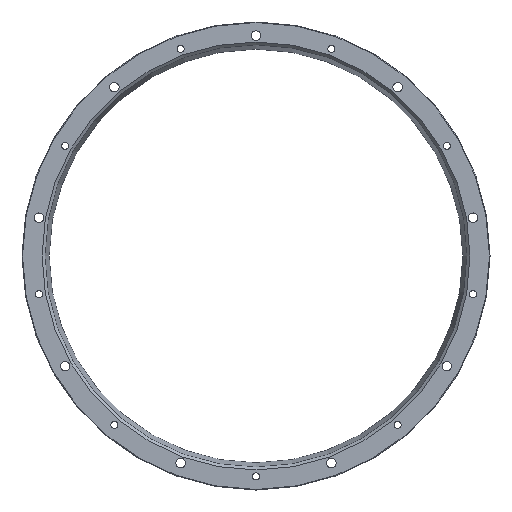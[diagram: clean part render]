
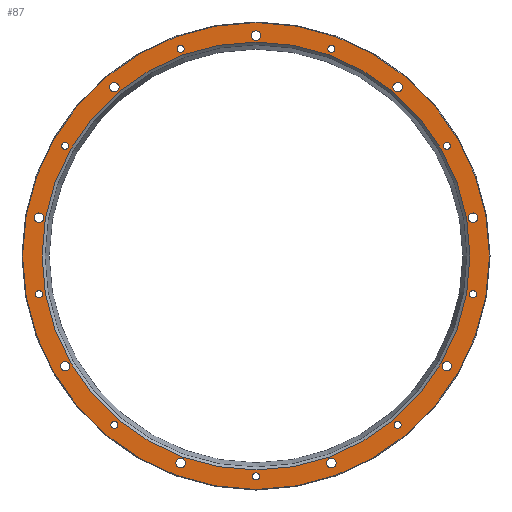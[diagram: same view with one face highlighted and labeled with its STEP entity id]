
A CAD part, left-side view. The second image highlights one B-rep face of the part: STEP entity #87.
In plain terms, the highlighted planar face has unit normal (-1, 0, 0).
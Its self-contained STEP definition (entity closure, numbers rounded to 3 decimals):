
#87=ADVANCED_FACE('',(#190,#191,#192,#193,#194,#195,#196,#197,#198,#199,
#200,#201,#202,#203,#204,#205,#206,#207,#208,#209),#149,.F.);
#149=PLANE('',#942);
#190=FACE_BOUND('',#352,.T.);
#191=FACE_BOUND('',#353,.T.);
#192=FACE_BOUND('',#354,.T.);
#193=FACE_BOUND('',#355,.T.);
#194=FACE_BOUND('',#356,.T.);
#195=FACE_BOUND('',#357,.T.);
#196=FACE_BOUND('',#358,.T.);
#197=FACE_BOUND('',#359,.T.);
#198=FACE_BOUND('',#360,.T.);
#199=FACE_BOUND('',#361,.T.);
#200=FACE_BOUND('',#362,.T.);
#201=FACE_BOUND('',#363,.T.);
#202=FACE_BOUND('',#364,.T.);
#203=FACE_BOUND('',#365,.T.);
#204=FACE_BOUND('',#366,.T.);
#205=FACE_BOUND('',#367,.T.);
#206=FACE_BOUND('',#368,.T.);
#207=FACE_BOUND('',#369,.T.);
#208=FACE_BOUND('',#370,.T.);
#209=FACE_BOUND('',#371,.T.);
#352=EDGE_LOOP('',(#514));
#353=EDGE_LOOP('',(#515));
#354=EDGE_LOOP('',(#516));
#355=EDGE_LOOP('',(#517));
#356=EDGE_LOOP('',(#518));
#357=EDGE_LOOP('',(#519));
#358=EDGE_LOOP('',(#520));
#359=EDGE_LOOP('',(#521));
#360=EDGE_LOOP('',(#522));
#361=EDGE_LOOP('',(#523));
#362=EDGE_LOOP('',(#524));
#363=EDGE_LOOP('',(#525));
#364=EDGE_LOOP('',(#526));
#365=EDGE_LOOP('',(#527));
#366=EDGE_LOOP('',(#528));
#367=EDGE_LOOP('',(#529));
#368=EDGE_LOOP('',(#530));
#369=EDGE_LOOP('',(#531));
#370=EDGE_LOOP('',(#532));
#371=EDGE_LOOP('',(#533));
#514=ORIENTED_EDGE('',*,*,#757,.T.);
#515=ORIENTED_EDGE('',*,*,#758,.T.);
#516=ORIENTED_EDGE('',*,*,#759,.T.);
#517=ORIENTED_EDGE('',*,*,#760,.T.);
#518=ORIENTED_EDGE('',*,*,#761,.T.);
#519=ORIENTED_EDGE('',*,*,#762,.T.);
#520=ORIENTED_EDGE('',*,*,#763,.T.);
#521=ORIENTED_EDGE('',*,*,#764,.T.);
#522=ORIENTED_EDGE('',*,*,#765,.T.);
#523=ORIENTED_EDGE('',*,*,#766,.T.);
#524=ORIENTED_EDGE('',*,*,#767,.T.);
#525=ORIENTED_EDGE('',*,*,#768,.T.);
#526=ORIENTED_EDGE('',*,*,#769,.T.);
#527=ORIENTED_EDGE('',*,*,#770,.T.);
#528=ORIENTED_EDGE('',*,*,#771,.T.);
#529=ORIENTED_EDGE('',*,*,#772,.T.);
#530=ORIENTED_EDGE('',*,*,#773,.T.);
#531=ORIENTED_EDGE('',*,*,#774,.T.);
#532=ORIENTED_EDGE('',*,*,#775,.T.);
#533=ORIENTED_EDGE('',*,*,#776,.F.);
#676=VERTEX_POINT('',#1380);
#677=VERTEX_POINT('',#1382);
#678=VERTEX_POINT('',#1384);
#679=VERTEX_POINT('',#1386);
#680=VERTEX_POINT('',#1388);
#681=VERTEX_POINT('',#1390);
#682=VERTEX_POINT('',#1392);
#683=VERTEX_POINT('',#1394);
#684=VERTEX_POINT('',#1396);
#685=VERTEX_POINT('',#1398);
#686=VERTEX_POINT('',#1400);
#687=VERTEX_POINT('',#1402);
#688=VERTEX_POINT('',#1404);
#689=VERTEX_POINT('',#1406);
#690=VERTEX_POINT('',#1408);
#691=VERTEX_POINT('',#1410);
#692=VERTEX_POINT('',#1412);
#693=VERTEX_POINT('',#1414);
#694=VERTEX_POINT('',#1416);
#695=VERTEX_POINT('',#1418);
#757=EDGE_CURVE('',#676,#676,#838,.T.);
#758=EDGE_CURVE('',#677,#677,#839,.T.);
#759=EDGE_CURVE('',#678,#678,#840,.T.);
#760=EDGE_CURVE('',#679,#679,#841,.T.);
#761=EDGE_CURVE('',#680,#680,#842,.T.);
#762=EDGE_CURVE('',#681,#681,#843,.T.);
#763=EDGE_CURVE('',#682,#682,#844,.T.);
#764=EDGE_CURVE('',#683,#683,#845,.T.);
#765=EDGE_CURVE('',#684,#684,#846,.T.);
#766=EDGE_CURVE('',#685,#685,#847,.T.);
#767=EDGE_CURVE('',#686,#686,#848,.T.);
#768=EDGE_CURVE('',#687,#687,#849,.T.);
#769=EDGE_CURVE('',#688,#688,#850,.T.);
#770=EDGE_CURVE('',#689,#689,#851,.T.);
#771=EDGE_CURVE('',#690,#690,#852,.T.);
#772=EDGE_CURVE('',#691,#691,#853,.T.);
#773=EDGE_CURVE('',#692,#692,#854,.T.);
#774=EDGE_CURVE('',#693,#693,#855,.T.);
#775=EDGE_CURVE('',#694,#694,#856,.T.);
#776=EDGE_CURVE('',#695,#695,#857,.T.);
#838=CIRCLE('',#922,1.3);
#839=CIRCLE('',#923,1.3);
#840=CIRCLE('',#924,1.3);
#841=CIRCLE('',#925,1.3);
#842=CIRCLE('',#926,1.3);
#843=CIRCLE('',#927,1.3);
#844=CIRCLE('',#928,1.3);
#845=CIRCLE('',#929,1.3);
#846=CIRCLE('',#930,1.3);
#847=CIRCLE('',#931,1.75);
#848=CIRCLE('',#932,1.75);
#849=CIRCLE('',#933,1.75);
#850=CIRCLE('',#934,1.75);
#851=CIRCLE('',#935,1.75);
#852=CIRCLE('',#936,1.75);
#853=CIRCLE('',#937,1.75);
#854=CIRCLE('',#938,1.75);
#855=CIRCLE('',#939,1.75);
#856=CIRCLE('',#940,85.8);
#857=CIRCLE('',#941,78.618);
#922=AXIS2_PLACEMENT_3D('',#1379,#1092,#1093);
#923=AXIS2_PLACEMENT_3D('',#1381,#1094,#1095);
#924=AXIS2_PLACEMENT_3D('',#1383,#1096,#1097);
#925=AXIS2_PLACEMENT_3D('',#1385,#1098,#1099);
#926=AXIS2_PLACEMENT_3D('',#1387,#1100,#1101);
#927=AXIS2_PLACEMENT_3D('',#1389,#1102,#1103);
#928=AXIS2_PLACEMENT_3D('',#1391,#1104,#1105);
#929=AXIS2_PLACEMENT_3D('',#1393,#1106,#1107);
#930=AXIS2_PLACEMENT_3D('',#1395,#1108,#1109);
#931=AXIS2_PLACEMENT_3D('',#1397,#1110,#1111);
#932=AXIS2_PLACEMENT_3D('',#1399,#1112,#1113);
#933=AXIS2_PLACEMENT_3D('',#1401,#1114,#1115);
#934=AXIS2_PLACEMENT_3D('',#1403,#1116,#1117);
#935=AXIS2_PLACEMENT_3D('',#1405,#1118,#1119);
#936=AXIS2_PLACEMENT_3D('',#1407,#1120,#1121);
#937=AXIS2_PLACEMENT_3D('',#1409,#1122,#1123);
#938=AXIS2_PLACEMENT_3D('',#1411,#1124,#1125);
#939=AXIS2_PLACEMENT_3D('',#1413,#1126,#1127);
#940=AXIS2_PLACEMENT_3D('',#1415,#1128,#1129);
#941=AXIS2_PLACEMENT_3D('',#1417,#1130,#1131);
#942=AXIS2_PLACEMENT_3D('',#1419,#1132,#1133);
#1092=DIRECTION('',(1.,0.,0.));
#1093=DIRECTION('',(0.,0.,-1.));
#1094=DIRECTION('',(1.,0.,0.));
#1095=DIRECTION('',(0.,0.,-1.));
#1096=DIRECTION('',(1.,0.,0.));
#1097=DIRECTION('',(0.,0.,-1.));
#1098=DIRECTION('',(1.,0.,0.));
#1099=DIRECTION('',(0.,0.,-1.));
#1100=DIRECTION('',(1.,0.,0.));
#1101=DIRECTION('',(0.,0.,-1.));
#1102=DIRECTION('',(1.,0.,0.));
#1103=DIRECTION('',(0.,0.,-1.));
#1104=DIRECTION('',(1.,0.,0.));
#1105=DIRECTION('',(0.,0.,-1.));
#1106=DIRECTION('',(1.,0.,0.));
#1107=DIRECTION('',(0.,0.,-1.));
#1108=DIRECTION('',(1.,0.,0.));
#1109=DIRECTION('',(0.,0.,-1.));
#1110=DIRECTION('',(1.,0.,0.));
#1111=DIRECTION('',(0.,0.,-1.));
#1112=DIRECTION('',(1.,0.,0.));
#1113=DIRECTION('',(0.,0.,-1.));
#1114=DIRECTION('',(1.,0.,0.));
#1115=DIRECTION('',(0.,0.,-1.));
#1116=DIRECTION('',(1.,0.,0.));
#1117=DIRECTION('',(0.,0.,-1.));
#1118=DIRECTION('',(1.,0.,0.));
#1119=DIRECTION('',(0.,0.,-1.));
#1120=DIRECTION('',(1.,0.,0.));
#1121=DIRECTION('',(0.,0.,-1.));
#1122=DIRECTION('',(1.,0.,0.));
#1123=DIRECTION('',(0.,0.,-1.));
#1124=DIRECTION('',(1.,0.,0.));
#1125=DIRECTION('',(0.,0.,-1.));
#1126=DIRECTION('',(1.,0.,0.));
#1127=DIRECTION('',(0.,0.,-1.));
#1128=DIRECTION('',(-1.,0.,0.));
#1129=DIRECTION('',(0.,0.,-1.));
#1130=DIRECTION('',(-1.,0.,0.));
#1131=DIRECTION('',(0.,0.,1.));
#1132=DIRECTION('',(1.,0.,0.));
#1133=DIRECTION('',(0.,0.,-1.));
#1379=CARTESIAN_POINT('',(0.,70.148,40.5));
#1380=CARTESIAN_POINT('',(0.,70.148,39.2));
#1381=CARTESIAN_POINT('',(0.,79.769,-14.066));
#1382=CARTESIAN_POINT('',(0.,79.769,-15.366));
#1383=CARTESIAN_POINT('',(0.,52.066,-62.05));
#1384=CARTESIAN_POINT('',(0.,52.066,-63.35));
#1385=CARTESIAN_POINT('',(0.,0.,-81.));
#1386=CARTESIAN_POINT('',(0.,0.,-82.3));
#1387=CARTESIAN_POINT('',(0.,-52.066,-62.05));
#1388=CARTESIAN_POINT('',(0.,-52.066,-63.35));
#1389=CARTESIAN_POINT('',(0.,-79.769,-14.066));
#1390=CARTESIAN_POINT('',(0.,-79.769,-15.366));
#1391=CARTESIAN_POINT('',(0.,-70.148,40.5));
#1392=CARTESIAN_POINT('',(0.,-70.148,39.2));
#1393=CARTESIAN_POINT('',(0.,-27.704,76.115));
#1394=CARTESIAN_POINT('',(0.,-27.704,74.815));
#1395=CARTESIAN_POINT('',(0.,27.704,76.115));
#1396=CARTESIAN_POINT('',(0.,27.704,74.815));
#1397=CARTESIAN_POINT('',(0.,52.066,62.05));
#1398=CARTESIAN_POINT('',(0.,52.066,60.3));
#1399=CARTESIAN_POINT('',(0.,79.769,14.066));
#1400=CARTESIAN_POINT('',(0.,79.769,12.316));
#1401=CARTESIAN_POINT('',(0.,70.148,-40.5));
#1402=CARTESIAN_POINT('',(0.,70.148,-42.25));
#1403=CARTESIAN_POINT('',(0.,27.704,-76.115));
#1404=CARTESIAN_POINT('',(0.,27.704,-77.865));
#1405=CARTESIAN_POINT('',(0.,-27.704,-76.115));
#1406=CARTESIAN_POINT('',(0.,-27.704,-77.865));
#1407=CARTESIAN_POINT('',(0.,-70.148,-40.5));
#1408=CARTESIAN_POINT('',(0.,-70.148,-42.25));
#1409=CARTESIAN_POINT('',(0.,-79.769,14.066));
#1410=CARTESIAN_POINT('',(0.,-79.769,12.316));
#1411=CARTESIAN_POINT('',(0.,-52.066,62.05));
#1412=CARTESIAN_POINT('',(0.,-52.066,60.3));
#1413=CARTESIAN_POINT('',(0.,0.,81.));
#1414=CARTESIAN_POINT('',(0.,0.,79.25));
#1415=CARTESIAN_POINT('',(0.,0.,0.));
#1416=CARTESIAN_POINT('',(0.,0.,-85.8));
#1417=CARTESIAN_POINT('',(0.,0.,0.));
#1418=CARTESIAN_POINT('',(0.,0.,78.618));
#1419=CARTESIAN_POINT('',(0.,86.,0.));
